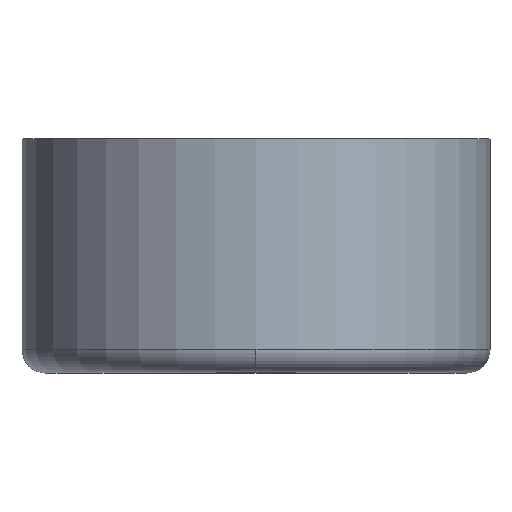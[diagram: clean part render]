
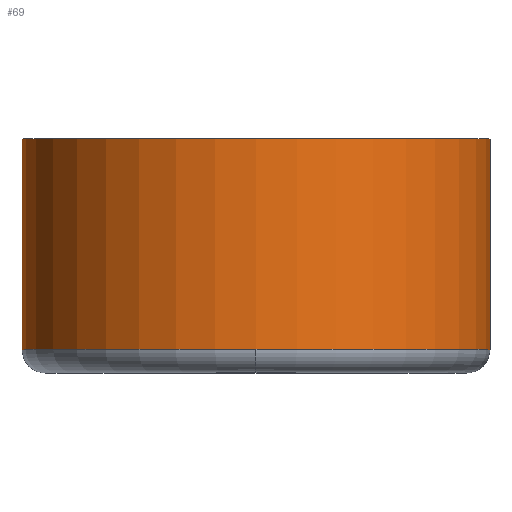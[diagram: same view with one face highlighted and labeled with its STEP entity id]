
A CAD part, top view. The second image highlights one B-rep face of the part: STEP entity #69.
In plain terms, the highlighted cylindrical face has radius 10 mm (diameter 20 mm), a partial arc.
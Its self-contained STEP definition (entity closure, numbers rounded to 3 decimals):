
#69=ADVANCED_FACE('',(#141),#142,.T.);
#141=FACE_OUTER_BOUND('',#214,.T.);
#142=CYLINDRICAL_SURFACE('',#215,10.0);
#214=EDGE_LOOP('',(#345,#346,#347,#348,#349));
#215=AXIS2_PLACEMENT_3D('',#350,#351,#352);
#345=ORIENTED_EDGE('',*,*,#402,.T.);
#346=ORIENTED_EDGE('',*,*,#432,.F.);
#347=ORIENTED_EDGE('',*,*,#405,.T.);
#348=ORIENTED_EDGE('',*,*,#444,.T.);
#349=ORIENTED_EDGE('',*,*,#412,.T.);
#350=CARTESIAN_POINT('',(0.0,-4.5,0.0));
#351=DIRECTION('',(-0.0,1.0,0.0));
#352=DIRECTION('',(1.0,0.0,0.0));
#402=EDGE_CURVE('',#465,#466,#467,.T.);
#405=EDGE_CURVE('',#472,#470,#473,.T.);
#412=EDGE_CURVE('',#477,#465,#484,.T.);
#432=EDGE_CURVE('',#472,#466,#517,.T.);
#444=EDGE_CURVE('',#470,#477,#529,.T.);
#465=VERTEX_POINT('',#558);
#466=VERTEX_POINT('',#559);
#467=LINE('',#560,#561);
#470=VERTEX_POINT('',#564);
#472=VERTEX_POINT('',#566);
#473=LINE('',#567,#568);
#477=VERTEX_POINT('',#572);
#484=CIRCLE('',#579,10.0);
#517=CIRCLE('',#616,10.0);
#529=CIRCLE('',#628,10.0);
#558=CARTESIAN_POINT('',(10.0,-9.0,0.0));
#559=CARTESIAN_POINT('',(10.0,0.0,0.0));
#560=CARTESIAN_POINT('',(10.0,-4.5,0.));
#561=VECTOR('',#660,1.0);
#564=CARTESIAN_POINT('',(-10.0,-9.0,0.));
#566=CARTESIAN_POINT('',(-10.0,0.0,0.));
#567=CARTESIAN_POINT('',(-10.0,-4.5,0.));
#568=VECTOR('',#667,1.0);
#572=CARTESIAN_POINT('',(0.,-9.0,10.0));
#579=AXIS2_PLACEMENT_3D('',#683,#684,#685);
#616=AXIS2_PLACEMENT_3D('',#723,#724,#725);
#628=AXIS2_PLACEMENT_3D('',#741,#742,#743);
#660=DIRECTION('',(0.0,1.0,0.0));
#667=DIRECTION('',(-0.0,-1.0,-0.0));
#683=CARTESIAN_POINT('',(0.0,-9.0,0.0));
#684=DIRECTION('',(-0.0,1.0,0.0));
#685=DIRECTION('',(1.0,0.0,0.0));
#723=CARTESIAN_POINT('',(0.0,0.0,0.0));
#724=DIRECTION('',(-0.0,1.0,0.0));
#725=DIRECTION('',(1.0,0.0,0.0));
#741=CARTESIAN_POINT('',(0.0,-9.0,0.0));
#742=DIRECTION('',(-0.0,1.0,0.0));
#743=DIRECTION('',(1.0,0.0,0.0));
